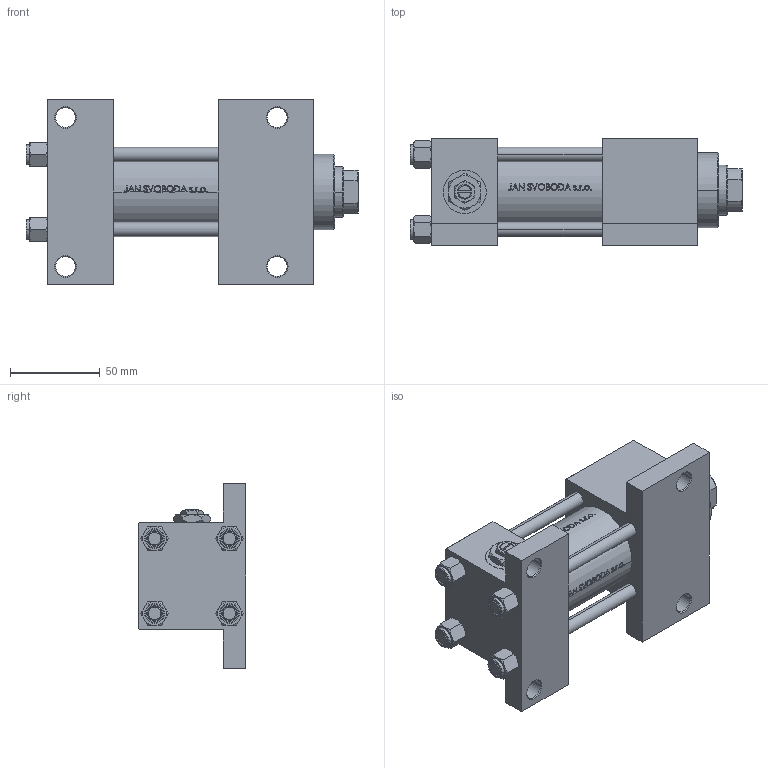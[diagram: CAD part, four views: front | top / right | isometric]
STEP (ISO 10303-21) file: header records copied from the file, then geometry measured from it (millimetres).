
FILE_DESCRIPTION (( 'STEP AP203' ), '1' );
FILE_NAME ('27ec.STEP', '2023-01-17T18:02:39', ( '' ), ( '' ), 'SwSTEP 2.0', 'SolidWorks 2019', '' );
FILE_SCHEMA (( 'CONFIG_CONTROL_DESIGN' ));
Length unit declared in the file: millimetre
Products named in the file (7): V215_VC_A 6db6463e48d78403469bd3346ed021f3; NUT_M5_G 6db6463e48d78403469bd3346ed021f3; 27ec; V215CR_G_Body 6db6463e48d78403469bd3346ed021f3; V215CR_VCP_G 6db6463e48d78403469bd3346ed021f3; V215CR_G_TYCINKA 6db6463e48d78403469bd3346ed021f3; Zatka_pro_OIL_PORT 6db6463e48d78403469bd3346ed021f3
Assembly tree (12 placements, depth 2):
  27ec
    V215CR_G_Body 6db6463e48d78403469bd3346ed021f3
    V215CR_VCP_G 6db6463e48d78403469bd3346ed021f3
    V215CR_G_TYCINKA 6db6463e48d78403469bd3346ed021f3  x4
    NUT_M5_G 6db6463e48d78403469bd3346ed021f3  x4
    V215_VC_A 6db6463e48d78403469bd3346ed021f3
    Zatka_pro_OIL_PORT 6db6463e48d78403469bd3346ed021f3
Bounding box: 185 x 60 x 103 mm (x, y, z)
Volume: 470374.2 mm3; surface area: 121917.9 mm2
Topology: 12 solids, 12 shells, 1142 faces, 2879 edges, 1844 vertices
Faces by surface type: plane 456, bspline 380, cone 166, cylinder 132, torus 8
Entity records: 49297 total; most frequent: CARTESIAN_POINT 26443, ORIENTED_EDGE 5250, DIRECTION 3264, EDGE_CURVE 2625, VERTEX_POINT 1700, VECTOR 1338, LINE 1338, EDGE_LOOP 1127
